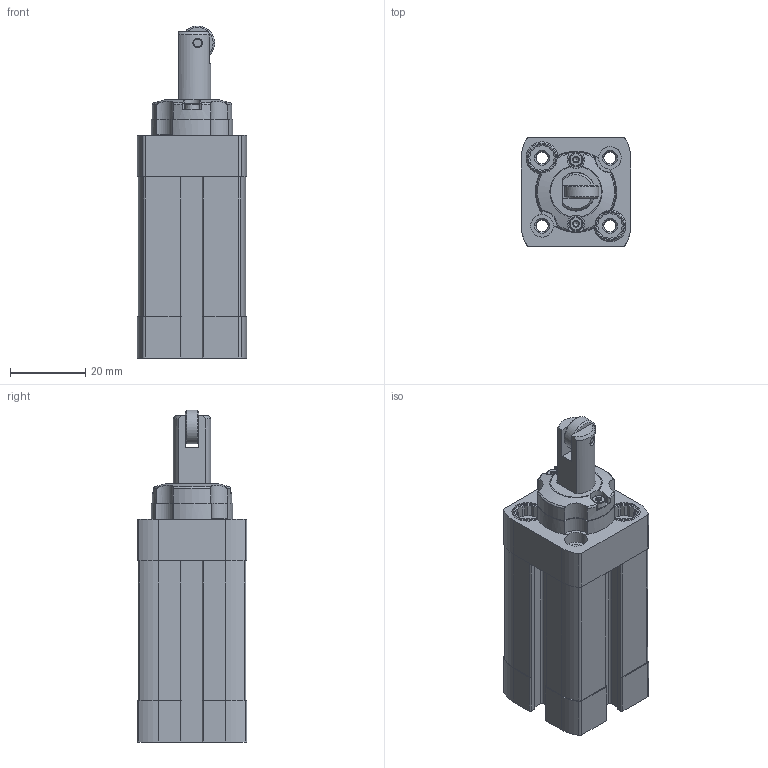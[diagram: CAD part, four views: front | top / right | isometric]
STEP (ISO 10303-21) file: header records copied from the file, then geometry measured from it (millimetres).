
FILE_DESCRIPTION(/* description */ ('STEP AP214'),/* implementation_level */ '2;1');
FILE_NAME(/* name */ '576070_DFSP-Q-16-10-PR-PA',/* time_stamp */ '2024-08-15T22:24:40+02:00',/* author */ ('License CC BY-ND 4.0'),/* organization */ ('CADENAS'),/* preprocessor_version */ 'ST-DEVELOPER v19.3',/* originating_system */ 'PARTsolutions',/* authorisation */ ' ');
FILE_SCHEMA (('AUTOMOTIVE_DESIGN {1 0 10303 214 3 1 1}'));
Length unit declared in the file: millimetre
Products named in the file (6): 576070 DFSP-Q-16-10-PR-PA---(0); 575166 DFSP-Q-16-10_g; 575166 DFSP-Q-16-10-R_ks; 575166 DFSP-16_r; ISO 14580 M2x6; 340115 M5-ADVU
Assembly tree (6 placements, depth 2):
  576070 DFSP-Q-16-10-PR-PA---(0)
    575166 DFSP-Q-16-10_g
    575166 DFSP-Q-16-10-R_ks
    575166 DFSP-16_r
    ISO 14580 M2x6  x2
    340115 M5-ADVU
Bounding box: 29 x 29 x 88 mm (x, y, z)
Volume: 41018.2 mm3; surface area: 19594.7 mm2
Topology: 6 solids, 6 shells, 409 faces, 1062 edges, 693 vertices
Faces by surface type: plane 201, cylinder 143, cone 51, torus 12, sphere 2
Full cylindrical faces by diameter (mm): 1.567 x4, 1.754 x2, 2 x2, 2.15 x2, 2.5 x3, 3.242 x8, 3.95 x1, 4.134 x2, 5 x1, 5.242 x4, 6 x4, 8.5 x4, 9 x2, 10 x2, 16 x2
Entity records: 11516 total; most frequent: CARTESIAN_POINT 2446, DIRECTION 1797, ORIENTED_EDGE 1792, EDGE_CURVE 896, AXIS2_PLACEMENT_3D 675, VERTEX_POINT 634, FACE_BOUND 506, EDGE_LOOP 501
